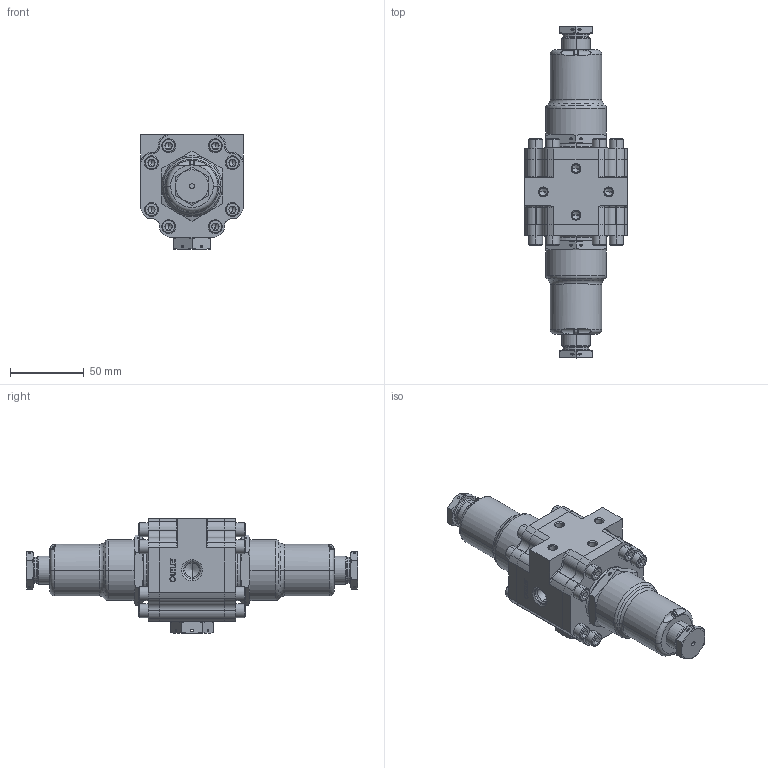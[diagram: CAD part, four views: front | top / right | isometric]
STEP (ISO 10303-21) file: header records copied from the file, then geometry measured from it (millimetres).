
FILE_DESCRIPTION (( 'STEP AP214' ), '1' );
FILE_NAME ('08010000 A.STEP', '2011-05-03T20:04:09', ( 'Tom Ritchart' ), ( '' ), 'SwSTEP 2.0', 'SolidWorks 2011', '' );
FILE_SCHEMA (( 'AUTOMOTIVE_DESIGN' ));
Length unit declared in the file: inch
Products named in the file (7): 08010000 A; AN814-8JL; 07002101 A; socket head cap screw_ai_HX-SHCS 0.25-28x0.75x0.75-N; 08010101 A; 09036103 0; 08010100 A
Assembly tree (24 placements, depth 2):
  08010000 A
    09036103 0  x2
    socket head cap screw_ai_HX-SHCS 0.25-28x0.75x0.75-N  x16
    08010100 A  x2
    07002101 A  x2
    AN814-8JL
    08010101 A
Bounding box: 69.85 x 225.55 x 77.79 mm (x, y, z)
Volume: 364522.8 mm3; surface area: 102257.5 mm2
Topology: 24 solids, 24 shells, 1055 faces, 2475 edges, 1478 vertices
Faces by surface type: plane 410, cylinder 292, cone 232, torus 106, bspline 15
Entity records: 16414 total; most frequent: CARTESIAN_POINT 4419, DIRECTION 2458, ORIENTED_EDGE 2350, EDGE_CURVE 1175, AXIS2_PLACEMENT_3D 951, VERTEX_POINT 730, LINE 556, VECTOR 556
